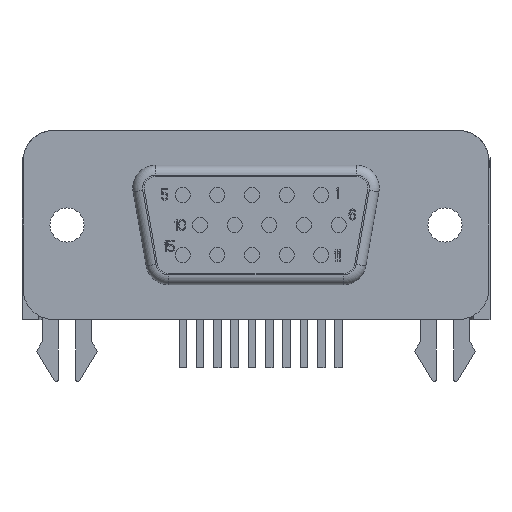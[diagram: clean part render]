
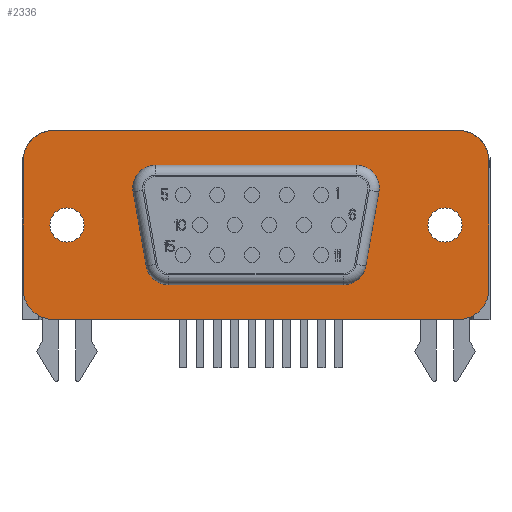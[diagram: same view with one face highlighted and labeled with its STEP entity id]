
A CAD part, front view. The second image highlights one B-rep face of the part: STEP entity #2336.
In plain terms, the highlighted planar face has unit normal (0, -1, 0).
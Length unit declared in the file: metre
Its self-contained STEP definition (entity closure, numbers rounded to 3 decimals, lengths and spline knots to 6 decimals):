
#2012 = EDGE_CURVE( '', #5775, #5776, #5777, .T. );
#2130 = EDGE_CURVE( '', #5987, #5988, #5989, .T. );
#2238 = EDGE_CURVE( '', #6175, #5662, #6176, .T. );
#2274 = EDGE_CURVE( '', #5611, #5775, #6237, .T. );
#2336 = ADVANCED_FACE( '', ( #6335, #6336, #6337, #6338 ), #6339, .F. );
#2418 = EDGE_CURVE( '', #6474, #6175, #6475, .T. );
#2754 = EDGE_CURVE( '', #5988, #7024, #7025, .T. );
#3262 = EDGE_CURVE( '', #7701, #5611, #7763, .T. );
#3592 = EDGE_CURVE( '', #8204, #8204, #8205, .T. );
#3684 = EDGE_CURVE( '', #8323, #8323, #8324, .T. );
#3960 = EDGE_CURVE( '', #5599, #8680, #8681, .T. );
#3970 = EDGE_CURVE( '', #7024, #7701, #8692, .T. );
#4052 = EDGE_CURVE( '', #5662, #6480, #8792, .T. );
#4098 = EDGE_CURVE( '', #6480, #5847, #8845, .T. );
#4398 = EDGE_CURVE( '', #5847, #5599, #9208, .T. );
#4542 = EDGE_CURVE( '', #9372, #6474, #9373, .T. );
#5050 = EDGE_CURVE( '', #8119, #5987, #10007, .T. );
#5166 = EDGE_CURVE( '', #5776, #8119, #10142, .T. );
#5216 = EDGE_CURVE( '', #8680, #9372, #10201, .T. );
#5599 = VERTEX_POINT( '', #10688 );
#5611 = VERTEX_POINT( '', #10706 );
#5662 = VERTEX_POINT( '', #10777 );
#5775 = VERTEX_POINT( '', #10936 );
#5776 = VERTEX_POINT( '', #10937 );
#5777 = CIRCLE( '', #10938, 0.002 );
#5847 = VERTEX_POINT( '', #11034 );
#5987 = VERTEX_POINT( '', #11236 );
#5988 = VERTEX_POINT( '', #11237 );
#5989 = LINE( '', #11238, #11239 );
#6175 = VERTEX_POINT( '', #11496 );
#6176 = CIRCLE( '', #11497, 0.0015 );
#6237 = LINE( '', #11578, #11579 );
#6335 = FACE_OUTER_BOUND( '', #11721, .T. );
#6336 = FACE_BOUND( '', #11722, .T. );
#6337 = FACE_BOUND( '', #11723, .T. );
#6338 = FACE_BOUND( '', #11724, .T. );
#6339 = PLANE( '', #11725 );
#6474 = VERTEX_POINT( '', #11921 );
#6475 = LINE( '', #11922, #11923 );
#6480 = VERTEX_POINT( '', #11929 );
#7024 = VERTEX_POINT( '', #12715 );
#7025 = CIRCLE( '', #12716, 0.002 );
#7701 = VERTEX_POINT( '', #13717 );
#7763 = CIRCLE( '', #13811, 0.002 );
#8119 = VERTEX_POINT( '', #14373 );
#8204 = VERTEX_POINT( '', #14495 );
#8205 = CIRCLE( '', #14496, 0.00113 );
#8323 = VERTEX_POINT( '', #14680 );
#8324 = CIRCLE( '', #14681, 0.00113 );
#8680 = VERTEX_POINT( '', #15226 );
#8681 = CIRCLE( '', #15227, 0.0015 );
#8692 = LINE( '', #15245, #15246 );
#8792 = LINE( '', #15402, #15403 );
#8845 = CIRCLE( '', #15493, 0.0015 );
#9208 = LINE( '', #16051, #16052 );
#9372 = VERTEX_POINT( '', #16328 );
#9373 = CIRCLE( '', #16329, 0.0015 );
#10007 = CIRCLE( '', #17279, 0.002 );
#10142 = LINE( '', #17491, #17492 );
#10201 = LINE( '', #17582, #17583 );
#10688 = CARTESIAN_POINT( '', ( -0.006676, -0.005001, 0.010209 ) );
#10706 = CARTESIAN_POINT( '', ( 0.013374, -0.005001, 0.000009 ) );
#10777 = CARTESIAN_POINT( '', ( 0.007238, -0.005001, 0.003549 ) );
#10936 = CARTESIAN_POINT( '', ( -0.013426, -0.005001, 0.000009 ) );
#10937 = CARTESIAN_POINT( '', ( -0.015426, -0.005001, 0.002009 ) );
#10938 = AXIS2_PLACEMENT_3D( '', #18160, #18161, #18162 );
#11034 = CARTESIAN_POINT( '', ( 0.006624, -0.005001, 0.010209 ) );
#11236 = CARTESIAN_POINT( '', ( -0.013426, -0.005001, 0.012509 ) );
#11237 = CARTESIAN_POINT( '', ( 0.013374, -0.005001, 0.012509 ) );
#11238 = CARTESIAN_POINT( '', ( -0.013426, -0.005001, 0.012509 ) );
#11239 = VECTOR( '', #18387, 1. );
#11496 = CARTESIAN_POINT( '', ( 0.00576, -0.005001, 0.002309 ) );
#11497 = AXIS2_PLACEMENT_3D( '', #18561, #18562, #18563 );
#11578 = CARTESIAN_POINT( '', ( 0.013374, -0.005001, 0.000009 ) );
#11579 = VECTOR( '', #18625, 1. );
#11721 = EDGE_LOOP( '', ( #18717, #18718, #18719, #18720, #18721, #18722, #18723, #18724 ) );
#11722 = EDGE_LOOP( '', ( #18725 ) );
#11723 = EDGE_LOOP( '', ( #18726 ) );
#11724 = EDGE_LOOP( '', ( #18727, #18728, #18729, #18730, #18731, #18732, #18733, #18734 ) );
#11725 = AXIS2_PLACEMENT_3D( '', #18735, #18736, #18737 );
#11921 = CARTESIAN_POINT( '', ( -0.005812, -0.005001, 0.002309 ) );
#11922 = CARTESIAN_POINT( '', ( -0.005812, -0.005001, 0.002309 ) );
#11923 = VECTOR( '', #18837, 1. );
#11929 = CARTESIAN_POINT( '', ( 0.008102, -0.005001, 0.008449 ) );
#12715 = CARTESIAN_POINT( '', ( 0.015374, -0.005001, 0.010509 ) );
#12716 = AXIS2_PLACEMENT_3D( '', #19509, #19510, #19511 );
#13717 = CARTESIAN_POINT( '', ( 0.015374, -0.005001, 0.002009 ) );
#13811 = AXIS2_PLACEMENT_3D( '', #20356, #20357, #20358 );
#14373 = CARTESIAN_POINT( '', ( -0.015426, -0.005001, 0.010509 ) );
#14495 = CARTESIAN_POINT( '', ( 0.011344, -0.005001, 0.006259 ) );
#14496 = AXIS2_PLACEMENT_3D( '', #20838, #20839, #20840 );
#14680 = CARTESIAN_POINT( '', ( -0.013656, -0.005001, 0.006259 ) );
#14681 = AXIS2_PLACEMENT_3D( '', #20973, #20974, #20975 );
#15226 = CARTESIAN_POINT( '', ( -0.008153, -0.005001, 0.008449 ) );
#15227 = AXIS2_PLACEMENT_3D( '', #21442, #21443, #21444 );
#15245 = CARTESIAN_POINT( '', ( 0.015374, -0.005001, 0.010509 ) );
#15246 = VECTOR( '', #21453, 1. );
#15402 = CARTESIAN_POINT( '', ( 0.007238, -0.005001, 0.003549 ) );
#15403 = VECTOR( '', #21581, 1. );
#15493 = AXIS2_PLACEMENT_3D( '', #21626, #21627, #21628 );
#16051 = CARTESIAN_POINT( '', ( 0.006624, -0.005001, 0.010209 ) );
#16052 = VECTOR( '', #22121, 1. );
#16328 = CARTESIAN_POINT( '', ( -0.007289, -0.005001, 0.003549 ) );
#16329 = AXIS2_PLACEMENT_3D( '', #22301, #22302, #22303 );
#17279 = AXIS2_PLACEMENT_3D( '', #23371, #23372, #23373 );
#17491 = CARTESIAN_POINT( '', ( -0.015426, -0.005001, 0.002009 ) );
#17492 = VECTOR( '', #23592, 1. );
#17582 = CARTESIAN_POINT( '', ( -0.008153, -0.005001, 0.008449 ) );
#17583 = VECTOR( '', #23672, 1. );
#18160 = CARTESIAN_POINT( '', ( -0.013426, -0.005001, 0.002009 ) );
#18161 = DIRECTION( '', ( 0., 1., 0. ) );
#18162 = DIRECTION( '', ( 0., 0., -1. ) );
#18387 = DIRECTION( '', ( 1., 0., 0. ) );
#18561 = CARTESIAN_POINT( '', ( 0.00576, -0.005001, 0.003809 ) );
#18562 = DIRECTION( '', ( 0., -1., 0. ) );
#18563 = DIRECTION( '', ( 0., 0., -1. ) );
#18625 = DIRECTION( '', ( -1., 0., 0. ) );
#18717 = ORIENTED_EDGE( '', *, *, #2012, .F. );
#18718 = ORIENTED_EDGE( '', *, *, #2274, .F. );
#18719 = ORIENTED_EDGE( '', *, *, #3262, .F. );
#18720 = ORIENTED_EDGE( '', *, *, #3970, .F. );
#18721 = ORIENTED_EDGE( '', *, *, #2754, .F. );
#18722 = ORIENTED_EDGE( '', *, *, #2130, .F. );
#18723 = ORIENTED_EDGE( '', *, *, #5050, .F. );
#18724 = ORIENTED_EDGE( '', *, *, #5166, .F. );
#18725 = ORIENTED_EDGE( '', *, *, #3684, .F. );
#18726 = ORIENTED_EDGE( '', *, *, #3592, .F. );
#18727 = ORIENTED_EDGE( '', *, *, #4098, .F. );
#18728 = ORIENTED_EDGE( '', *, *, #4052, .F. );
#18729 = ORIENTED_EDGE( '', *, *, #2238, .F. );
#18730 = ORIENTED_EDGE( '', *, *, #2418, .F. );
#18731 = ORIENTED_EDGE( '', *, *, #4542, .F. );
#18732 = ORIENTED_EDGE( '', *, *, #5216, .F. );
#18733 = ORIENTED_EDGE( '', *, *, #3960, .F. );
#18734 = ORIENTED_EDGE( '', *, *, #4398, .F. );
#18735 = CARTESIAN_POINT( '', ( -0.000026, -0.005001, 0.006259 ) );
#18736 = DIRECTION( '', ( 0., 1., 0. ) );
#18737 = DIRECTION( '', ( 1., 0., 0. ) );
#18837 = DIRECTION( '', ( 1., 0., 0. ) );
#19509 = CARTESIAN_POINT( '', ( 0.013374, -0.005001, 0.010509 ) );
#19510 = DIRECTION( '', ( 0., 1., 0. ) );
#19511 = DIRECTION( '', ( 0., 0., 1. ) );
#20356 = CARTESIAN_POINT( '', ( 0.013374, -0.005001, 0.002009 ) );
#20357 = DIRECTION( '', ( 0., 1., 0. ) );
#20358 = DIRECTION( '', ( 1., 0., 0. ) );
#20838 = CARTESIAN_POINT( '', ( 0.012474, -0.005001, 0.006259 ) );
#20839 = DIRECTION( '', ( 0., -1., 0. ) );
#20840 = DIRECTION( '', ( -1., 0., 0. ) );
#20973 = CARTESIAN_POINT( '', ( -0.012526, -0.005001, 0.006259 ) );
#20974 = DIRECTION( '', ( 0., -1., 0. ) );
#20975 = DIRECTION( '', ( -1., 0., 0. ) );
#21442 = CARTESIAN_POINT( '', ( -0.006676, -0.005001, 0.008709 ) );
#21443 = DIRECTION( '', ( 0., -1., 0. ) );
#21444 = DIRECTION( '', ( 0., 0., 1. ) );
#21453 = DIRECTION( '', ( 0., 0., -1. ) );
#21581 = DIRECTION( '', ( 0.174, 0., 0.985 ) );
#21626 = CARTESIAN_POINT( '', ( 0.006624, -0.005001, 0.008709 ) );
#21627 = DIRECTION( '', ( 0., -1., 0. ) );
#21628 = DIRECTION( '', ( 0.985, 0., -0.174 ) );
#22121 = DIRECTION( '', ( -1., 0., 0. ) );
#22301 = CARTESIAN_POINT( '', ( -0.005812, -0.005001, 0.003809 ) );
#22302 = DIRECTION( '', ( 0., -1., 0. ) );
#22303 = DIRECTION( '', ( -0.985, 0., -0.174 ) );
#23371 = CARTESIAN_POINT( '', ( -0.013426, -0.005001, 0.010509 ) );
#23372 = DIRECTION( '', ( 0., 1., 0. ) );
#23373 = DIRECTION( '', ( -1., 0., 0. ) );
#23592 = DIRECTION( '', ( 0., 0., 1. ) );
#23672 = DIRECTION( '', ( 0.174, 0., -0.985 ) );
